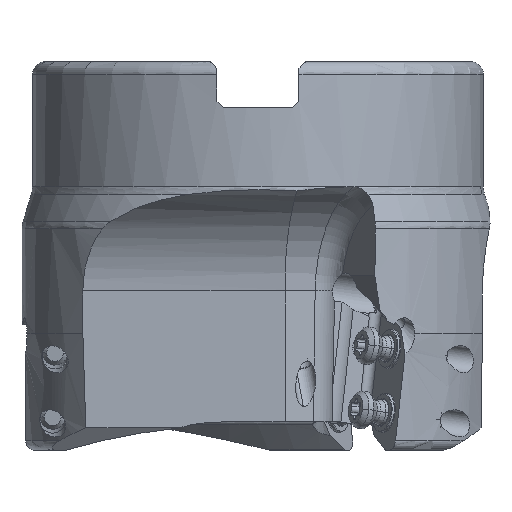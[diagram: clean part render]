
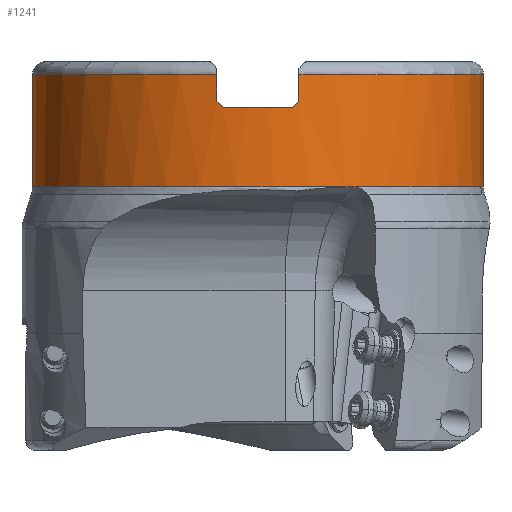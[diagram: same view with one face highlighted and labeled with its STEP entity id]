
A CAD part, front view. The second image highlights one B-rep face of the part: STEP entity #1241.
In plain terms, the highlighted cylindrical face has radius 34.925 mm (diameter 69.85 mm), a partial arc.
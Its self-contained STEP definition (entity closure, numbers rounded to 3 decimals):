
#101=CYLINDRICAL_SURFACE('',#8709,34.925);
#462=LINE('',#13342,#828);
#482=LINE('',#13482,#848);
#486=LINE('',#13512,#852);
#487=LINE('',#13519,#853);
#828=VECTOR('',#9919,1.);
#848=VECTOR('',#9991,1.);
#852=VECTOR('',#10007,1.);
#853=VECTOR('',#10014,1.);
#1241=ADVANCED_FACE('',(#1801),#101,.T.);
#1801=FACE_OUTER_BOUND('',#2232,.T.);
#2232=EDGE_LOOP('',(#3586,#3587,#3588,#3589,#3590,#3591,#3592,#3593,#3594,
#3595,#3596,#3597,#3598,#3599,#3600));
#2781=CIRCLE('',#8700,34.925);
#2782=CIRCLE('',#8703,34.925);
#2783=CIRCLE('',#8704,34.925);
#2784=CIRCLE('',#8705,34.925);
#2785=CIRCLE('',#8706,34.925);
#2786=CIRCLE('',#8707,34.925);
#2787=CIRCLE('',#8708,34.925);
#3586=ORIENTED_EDGE('',*,*,#6983,.F.);
#3587=ORIENTED_EDGE('',*,*,#6984,.T.);
#3588=ORIENTED_EDGE('',*,*,#6985,.T.);
#3589=ORIENTED_EDGE('',*,*,#6986,.T.);
#3590=ORIENTED_EDGE('',*,*,#6987,.T.);
#3591=ORIENTED_EDGE('',*,*,#6932,.F.);
#3592=ORIENTED_EDGE('',*,*,#6982,.F.);
#3593=ORIENTED_EDGE('',*,*,#6980,.T.);
#3594=ORIENTED_EDGE('',*,*,#6978,.F.);
#3595=ORIENTED_EDGE('',*,*,#6976,.F.);
#3596=ORIENTED_EDGE('',*,*,#6988,.T.);
#3597=ORIENTED_EDGE('',*,*,#6989,.T.);
#3598=ORIENTED_EDGE('',*,*,#6990,.T.);
#3599=ORIENTED_EDGE('',*,*,#6991,.T.);
#3600=ORIENTED_EDGE('',*,*,#6992,.F.);
#6009=VERTEX_POINT('',#13341);
#6010=VERTEX_POINT('',#13343);
#6042=VERTEX_POINT('',#13481);
#6043=VERTEX_POINT('',#13483);
#6044=VERTEX_POINT('',#13490);
#6045=VERTEX_POINT('',#13494);
#6046=VERTEX_POINT('',#13508);
#6047=VERTEX_POINT('',#13509);
#6048=VERTEX_POINT('',#13511);
#6049=VERTEX_POINT('',#13513);
#6050=VERTEX_POINT('',#13515);
#6051=VERTEX_POINT('',#13518);
#6052=VERTEX_POINT('',#13520);
#6053=VERTEX_POINT('',#13522);
#6054=VERTEX_POINT('',#13524);
#6932=EDGE_CURVE('',#6009,#6010,#462,.T.);
#6976=EDGE_CURVE('',#6042,#6043,#482,.T.);
#6978=EDGE_CURVE('',#6043,#6044,#8143,.T.);
#6980=EDGE_CURVE('',#6045,#6044,#2781,.T.);
#6982=EDGE_CURVE('',#6045,#6009,#8144,.T.);
#6983=EDGE_CURVE('',#6046,#6047,#8145,.T.);
#6984=EDGE_CURVE('',#6046,#6048,#2782,.T.);
#6985=EDGE_CURVE('',#6048,#6049,#486,.T.);
#6986=EDGE_CURVE('',#6049,#6050,#2783,.T.);
#6987=EDGE_CURVE('',#6050,#6010,#2784,.T.);
#6988=EDGE_CURVE('',#6042,#6051,#2785,.T.);
#6989=EDGE_CURVE('',#6051,#6052,#487,.T.);
#6990=EDGE_CURVE('',#6052,#6053,#2786,.T.);
#6991=EDGE_CURVE('',#6053,#6054,#2787,.T.);
#6992=EDGE_CURVE('',#6047,#6054,#8146,.T.);
#8143=B_SPLINE_CURVE_WITH_KNOTS('',3,(#13486,#13487,#13488,#13489),
 .UNSPECIFIED.,.F.,.F.,(4,4),(0.,1.),.UNSPECIFIED.);
#8144=B_SPLINE_CURVE_WITH_KNOTS('',3,(#13497,#13498,#13499,#13500),
 .UNSPECIFIED.,.F.,.F.,(4,4),(0.,1.),.UNSPECIFIED.);
#8145=B_SPLINE_CURVE_WITH_KNOTS('',3,(#13502,#13503,#13504,#13505,#13506,
#13507),.UNSPECIFIED.,.F.,.F.,(4,1,1,4),(0.,0.333,0.667,
1.),.UNSPECIFIED.);
#8146=B_SPLINE_CURVE_WITH_KNOTS('',3,(#13525,#13526,#13527,#13528),
 .UNSPECIFIED.,.F.,.F.,(4,4),(0.,1.),.UNSPECIFIED.);
#8700=AXIS2_PLACEMENT_3D('',#13493,#9998,#9999);
#8703=AXIS2_PLACEMENT_3D('',#13510,#10005,#10006);
#8704=AXIS2_PLACEMENT_3D('',#13514,#10008,#10009);
#8705=AXIS2_PLACEMENT_3D('',#13516,#10010,#10011);
#8706=AXIS2_PLACEMENT_3D('',#13517,#10012,#10013);
#8707=AXIS2_PLACEMENT_3D('',#13521,#10015,#10016);
#8708=AXIS2_PLACEMENT_3D('',#13523,#10017,#10018);
#8709=AXIS2_PLACEMENT_3D('',#13529,#10019,#10020);
#9919=DIRECTION('',(0.,0.,1.));
#9991=DIRECTION('',(0.,0.,-1.));
#9998=DIRECTION('',(0.,0.,-1.));
#9999=DIRECTION('',(0.153,-0.988,0.));
#10005=DIRECTION('',(0.,0.,1.));
#10006=DIRECTION('',(0.436,-0.9,0.));
#10007=DIRECTION('',(0.,0.,1.));
#10008=DIRECTION('',(0.,0.,-1.));
#10009=DIRECTION('',(1.,0.,0.));
#10010=DIRECTION('',(0.,0.,-1.));
#10011=DIRECTION('',(1.,-0.001,0.));
#10012=DIRECTION('',(0.,0.,-1.));
#10013=DIRECTION('',(-0.182,-0.983,0.));
#10014=DIRECTION('',(0.,0.,-1.));
#10015=DIRECTION('',(0.,0.,1.));
#10016=DIRECTION('',(-1.,0.,0.));
#10017=DIRECTION('',(0.,0.,1.));
#10018=DIRECTION('',(-1.,0.,0.));
#10019=DIRECTION('',(0.,0.,-1.));
#10020=DIRECTION('',(1.,0.,0.));
#13341=CARTESIAN_POINT('',(6.35,-34.343,-6.14));
#13342=CARTESIAN_POINT('',(6.35,-34.343,-6.14));
#13343=CARTESIAN_POINT('',(6.35,-34.343,-2.));
#13481=CARTESIAN_POINT('',(-6.35,-34.343,-2.));
#13482=CARTESIAN_POINT('',(-6.35,-34.343,-2.));
#13483=CARTESIAN_POINT('',(-6.35,-34.343,-6.14));
#13486=CARTESIAN_POINT('',(-6.35,-34.343,-6.14));
#13487=CARTESIAN_POINT('',(-6.017,-34.404,-6.473));
#13488=CARTESIAN_POINT('',(-5.684,-34.461,-6.806));
#13489=CARTESIAN_POINT('',(-5.35,-34.513,-7.14));
#13490=CARTESIAN_POINT('',(-5.35,-34.513,-7.14));
#13493=CARTESIAN_POINT('',(0.,0.,-7.14));
#13494=CARTESIAN_POINT('',(5.35,-34.513,-7.14));
#13497=CARTESIAN_POINT('',(5.35,-34.513,-7.14));
#13498=CARTESIAN_POINT('',(5.684,-34.461,-6.806));
#13499=CARTESIAN_POINT('',(6.017,-34.404,-6.473));
#13500=CARTESIAN_POINT('',(6.35,-34.343,-6.14));
#13502=CARTESIAN_POINT('',(15.238,-31.425,-19.402));
#13503=CARTESIAN_POINT('',(15.195,-31.446,-19.395));
#13504=CARTESIAN_POINT('',(15.107,-31.489,-19.383));
#13505=CARTESIAN_POINT('',(14.976,-31.551,-19.373));
#13506=CARTESIAN_POINT('',(14.888,-31.593,-19.372));
#13507=CARTESIAN_POINT('',(14.844,-31.614,-19.373));
#13508=CARTESIAN_POINT('',(15.238,-31.425,-19.402));
#13509=CARTESIAN_POINT('',(14.844,-31.614,-19.373));
#13510=CARTESIAN_POINT('',(0.,0.,-19.402));
#13511=CARTESIAN_POINT('',(34.925,0.,-19.402));
#13512=CARTESIAN_POINT('',(34.925,0.,-19.402));
#13513=CARTESIAN_POINT('',(34.925,0.,-2.));
#13514=CARTESIAN_POINT('',(0.,0.,-2.));
#13515=CARTESIAN_POINT('',(34.925,-0.022,-2.));
#13516=CARTESIAN_POINT('',(0.,0.,-2.));
#13517=CARTESIAN_POINT('',(0.,0.,-2.));
#13518=CARTESIAN_POINT('',(-34.925,0.,-2.));
#13519=CARTESIAN_POINT('',(-34.925,0.,-2.));
#13520=CARTESIAN_POINT('',(-34.925,0.,-19.402));
#13521=CARTESIAN_POINT('',(0.,0.,-19.402));
#13522=CARTESIAN_POINT('',(-34.925,-0.015,-19.402));
#13523=CARTESIAN_POINT('',(0.,0.,-19.402));
#13524=CARTESIAN_POINT('',(13.465,-32.225,-19.402));
#13525=CARTESIAN_POINT('',(14.844,-31.614,-19.373));
#13526=CARTESIAN_POINT('',(14.388,-31.827,-19.378));
#13527=CARTESIAN_POINT('',(13.928,-32.031,-19.388));
#13528=CARTESIAN_POINT('',(13.465,-32.225,-19.402));
#13529=CARTESIAN_POINT('',(0.,0.,-1.652));
